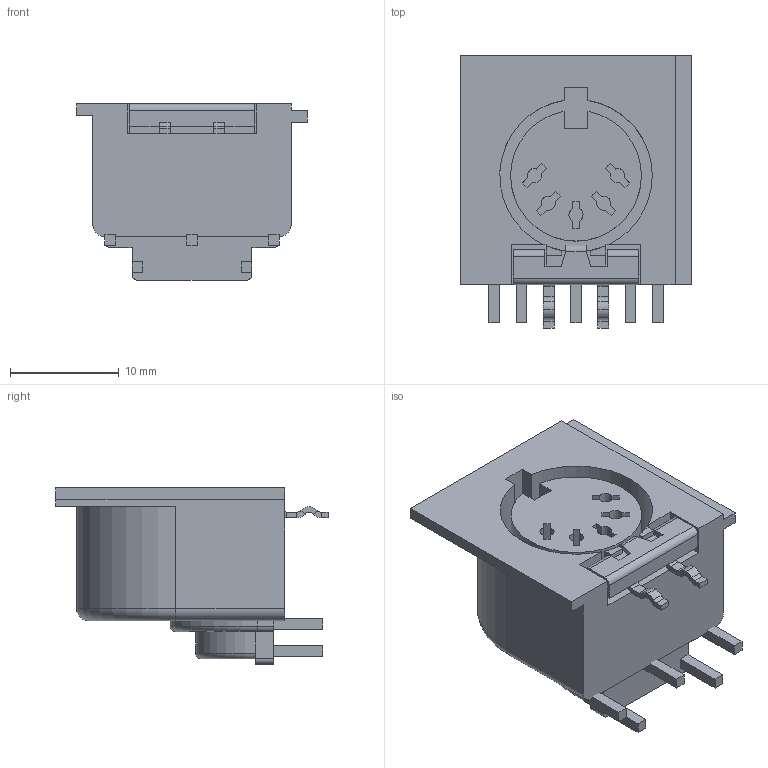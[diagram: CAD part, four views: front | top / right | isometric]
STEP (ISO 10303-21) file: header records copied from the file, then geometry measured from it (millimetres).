
FILE_DESCRIPTION (( 'STEP AP214' ), '1' );
FILE_NAME ('MAB 5 SH.STEP', '2018-09-27T11:00:48', ( '' ), ( '' ), 'SwSTEP 2.0', 'SolidWorks 2017', '' );
FILE_SCHEMA (( 'AUTOMOTIVE_DESIGN' ));
Length unit declared in the file: millimetre
Products named in the file (1): MAB 5 SH
Bounding box: 21.2 x 25 x 16.2 mm (x, y, z)
Volume: 3623.5 mm3; surface area: 3311.7 mm2
Topology: 7 solids, 7 shells, 248 faces, 594 edges, 366 vertices
Faces by surface type: plane 186, cylinder 59, torus 3
Entity records: 7131 total; most frequent: DIRECTION 1217, CARTESIAN_POINT 1209, ORIENTED_EDGE 1188, EDGE_CURVE 594, LINE 469, VECTOR 469, AXIS2_PLACEMENT_3D 374, VERTEX_POINT 366
